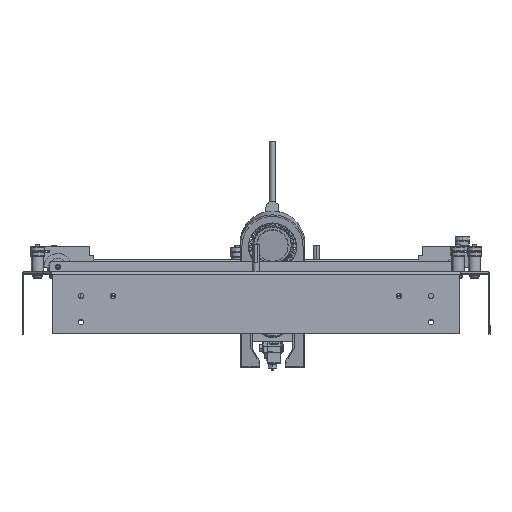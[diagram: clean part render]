
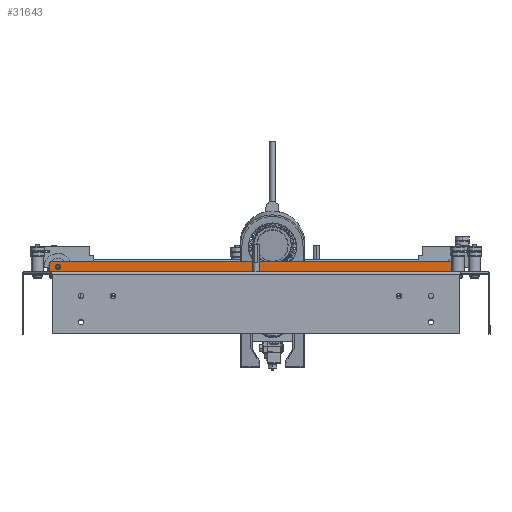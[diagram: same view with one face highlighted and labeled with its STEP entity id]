
A CAD part, top view. The second image highlights one B-rep face of the part: STEP entity #31643.
In plain terms, the highlighted planar face has unit normal (0, 0, 1).
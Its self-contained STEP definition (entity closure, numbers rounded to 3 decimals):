
#324 = DIRECTION ( 'NONE',  ( 0., 1., 0. ) ) ;
#1650 = CIRCLE ( 'NONE', #46684, 2.4 ) ;
#2721 = DIRECTION ( 'NONE',  ( 0., 0., 1. ) ) ;
#3357 = CARTESIAN_POINT ( 'NONE',  ( 172., 0., 147.019 ) ) ;
#3441 = FACE_BOUND ( 'NONE', #37796, .T. ) ;
#3764 = VECTOR ( 'NONE', #40940, 1000. ) ;
#4770 = CARTESIAN_POINT ( 'NONE',  ( 172., 8.481, 147.019 ) ) ;
#4780 = VERTEX_POINT ( 'NONE', #41509 ) ;
#5439 = VERTEX_POINT ( 'NONE', #40899 ) ;
#5653 = EDGE_CURVE ( 'NONE', #35798, #5439, #25479, .T. ) ;
#5690 = DIRECTION ( 'NONE',  ( 1., 0., 0. ) ) ;
#6657 = DIRECTION ( 'NONE',  ( 0., -1., 0. ) ) ;
#6875 = EDGE_CURVE ( 'NONE', #31923, #10542, #31447, .T. ) ;
#7436 = CARTESIAN_POINT ( 'NONE',  ( 162.6, 4., 147.019 ) ) ;
#9283 = DIRECTION ( 'NONE',  ( 0., -1., 0. ) ) ;
#10144 = CARTESIAN_POINT ( 'NONE',  ( 172., 6.481, 147.019 ) ) ;
#10193 = DIRECTION ( 'NONE',  ( 1., 0., 0. ) ) ;
#10353 = DIRECTION ( 'NONE',  ( -1., 0., 0. ) ) ;
#10423 = VECTOR ( 'NONE', #324, 1000. ) ;
#10542 = VERTEX_POINT ( 'NONE', #19204 ) ;
#10925 = DIRECTION ( 'NONE',  ( 0., 0., 1. ) ) ;
#11261 = DIRECTION ( 'NONE',  ( 0., 0., 1. ) ) ;
#12573 = CARTESIAN_POINT ( 'NONE',  ( 167.4, 4., 147.019 ) ) ;
#14062 = VERTEX_POINT ( 'NONE', #7436 ) ;
#15073 = FACE_BOUND ( 'NONE', #37860, .T. ) ;
#15511 = CIRCLE ( 'NONE', #21061, 2. ) ;
#16013 = EDGE_CURVE ( 'NONE', #37496, #29302, #23848, .T. ) ;
#16092 = VECTOR ( 'NONE', #34959, 1000. ) ;
#16606 = EDGE_CURVE ( 'NONE', #10542, #31923, #38886, .T. ) ;
#16873 = CARTESIAN_POINT ( 'NONE',  ( 165., 4., 147.019 ) ) ;
#19127 = CARTESIAN_POINT ( 'NONE',  ( -172., 8.481, 147.019 ) ) ;
#19204 = CARTESIAN_POINT ( 'NONE',  ( -162.6, 4., 147.019 ) ) ;
#19216 = EDGE_CURVE ( 'NONE', #21674, #5439, #39849, .T. ) ;
#21061 = AXIS2_PLACEMENT_3D ( 'NONE', #43176, #43419, #9283 ) ;
#21152 = ORIENTED_EDGE ( 'NONE', *, *, #16606, .F. ) ;
#21278 = CARTESIAN_POINT ( 'NONE',  ( 165., 4., 147.019 ) ) ;
#21674 = VERTEX_POINT ( 'NONE', #10144 ) ;
#22760 = DIRECTION ( 'NONE',  ( 0., -1., 0. ) ) ;
#23640 = CARTESIAN_POINT ( 'NONE',  ( -172., 0.381, 147.019 ) ) ;
#23848 = LINE ( 'NONE', #19127, #10423 ) ;
#24357 = AXIS2_PLACEMENT_3D ( 'NONE', #21278, #2721, #5690 ) ;
#24770 = DIRECTION ( 'NONE',  ( 0., 0., 1. ) ) ;
#25479 = LINE ( 'NONE', #4770, #16092 ) ;
#25693 = EDGE_CURVE ( 'NONE', #35798, #29302, #15511, .T. ) ;
#26151 = ORIENTED_EDGE ( 'NONE', *, *, #6875, .F. ) ;
#26392 = DIRECTION ( 'NONE',  ( 1., 0., 0. ) ) ;
#26513 = EDGE_CURVE ( 'NONE', #4780, #37496, #44488, .T. ) ;
#26622 = AXIS2_PLACEMENT_3D ( 'NONE', #33878, #44748, #6657 ) ;
#27932 = CARTESIAN_POINT ( 'NONE',  ( -167.4, 4., 147.019 ) ) ;
#29302 = VERTEX_POINT ( 'NONE', #29680 ) ;
#29680 = CARTESIAN_POINT ( 'NONE',  ( -172., 6.481, 147.019 ) ) ;
#30163 = FACE_OUTER_BOUND ( 'NONE', #34481, .T. ) ;
#31160 = CARTESIAN_POINT ( 'NONE',  ( 170., 6.481, 147.019 ) ) ;
#31447 = CIRCLE ( 'NONE', #36978, 2.4 ) ;
#31454 = ORIENTED_EDGE ( 'NONE', *, *, #26513, .F. ) ;
#31643 = ADVANCED_FACE ( 'NONE', ( #3441, #15073, #30163 ), #41036, .T. ) ;
#31923 = VERTEX_POINT ( 'NONE', #27932 ) ;
#32577 = AXIS2_PLACEMENT_3D ( 'NONE', #43541, #24770, #39333 ) ;
#32623 = EDGE_CURVE ( 'NONE', #32949, #14062, #45638, .T. ) ;
#32634 = ORIENTED_EDGE ( 'NONE', *, *, #19216, .T. ) ;
#32949 = VERTEX_POINT ( 'NONE', #12573 ) ;
#33878 = CARTESIAN_POINT ( 'NONE',  ( 0., 0., 147.019 ) ) ;
#34089 = ORIENTED_EDGE ( 'NONE', *, *, #48519, .F. ) ;
#34337 = AXIS2_PLACEMENT_3D ( 'NONE', #31160, #38083, #22760 ) ;
#34481 = EDGE_LOOP ( 'NONE', ( #41012, #32634, #46960, #48291, #40090, #31454 ) ) ;
#34959 = DIRECTION ( 'NONE',  ( 1., 0., 0. ) ) ;
#35798 = VERTEX_POINT ( 'NONE', #45426 ) ;
#36682 = CARTESIAN_POINT ( 'NONE',  ( -165., 4., 147.019 ) ) ;
#36978 = AXIS2_PLACEMENT_3D ( 'NONE', #36682, #10925, #10193 ) ;
#37496 = VERTEX_POINT ( 'NONE', #23640 ) ;
#37796 = EDGE_LOOP ( 'NONE', ( #21152, #26151 ) ) ;
#37860 = EDGE_LOOP ( 'NONE', ( #38173, #34089 ) ) ;
#38083 = DIRECTION ( 'NONE',  ( 0., 0., 1. ) ) ;
#38173 = ORIENTED_EDGE ( 'NONE', *, *, #32623, .F. ) ;
#38499 = VECTOR ( 'NONE', #10353, 1000. ) ;
#38886 = CIRCLE ( 'NONE', #32577, 2.4 ) ;
#39333 = DIRECTION ( 'NONE',  ( 1., 0., 0. ) ) ;
#39849 = CIRCLE ( 'NONE', #34337, 2. ) ;
#40090 = ORIENTED_EDGE ( 'NONE', *, *, #16013, .F. ) ;
#40899 = CARTESIAN_POINT ( 'NONE',  ( 170., 8.481, 147.019 ) ) ;
#40940 = DIRECTION ( 'NONE',  ( 0., -1., 0. ) ) ;
#41012 = ORIENTED_EDGE ( 'NONE', *, *, #44468, .F. ) ;
#41036 = PLANE ( 'NONE',  #26622 ) ;
#41509 = CARTESIAN_POINT ( 'NONE',  ( 172., 0.381, 147.019 ) ) ;
#43176 = CARTESIAN_POINT ( 'NONE',  ( -170., 6.481, 147.019 ) ) ;
#43419 = DIRECTION ( 'NONE',  ( 0., 0., 1. ) ) ;
#43541 = CARTESIAN_POINT ( 'NONE',  ( -165., 4., 147.019 ) ) ;
#44468 = EDGE_CURVE ( 'NONE', #21674, #4780, #45391, .T. ) ;
#44488 = LINE ( 'NONE', #45205, #38499 ) ;
#44748 = DIRECTION ( 'NONE',  ( 0., 0., 1. ) ) ;
#45205 = CARTESIAN_POINT ( 'NONE',  ( 172., 0.381, 147.019 ) ) ;
#45391 = LINE ( 'NONE', #3357, #3764 ) ;
#45426 = CARTESIAN_POINT ( 'NONE',  ( -170., 8.481, 147.019 ) ) ;
#45638 = CIRCLE ( 'NONE', #24357, 2.4 ) ;
#46684 = AXIS2_PLACEMENT_3D ( 'NONE', #16873, #11261, #26392 ) ;
#46960 = ORIENTED_EDGE ( 'NONE', *, *, #5653, .F. ) ;
#48291 = ORIENTED_EDGE ( 'NONE', *, *, #25693, .T. ) ;
#48519 = EDGE_CURVE ( 'NONE', #14062, #32949, #1650, .T. ) ;
